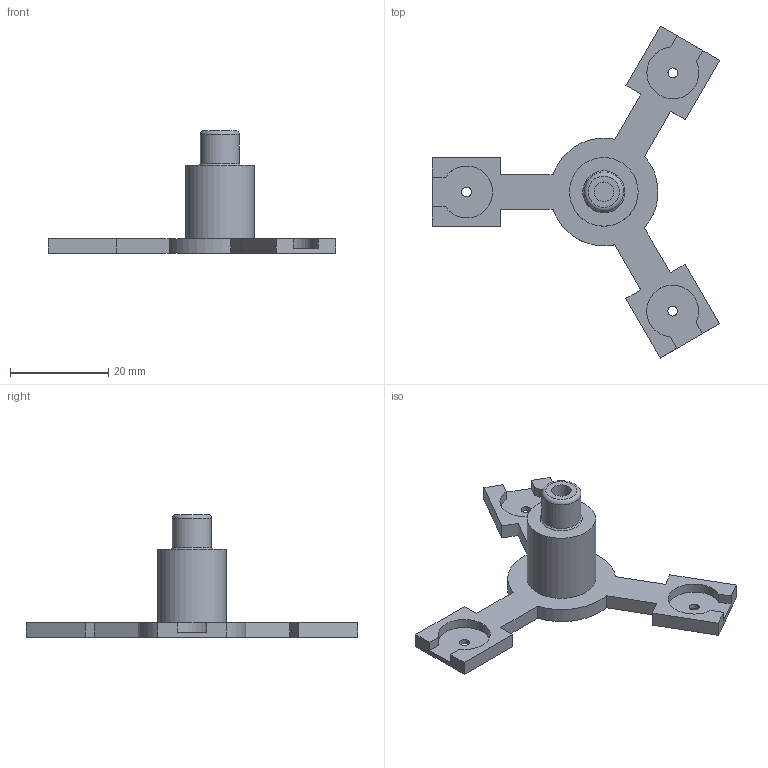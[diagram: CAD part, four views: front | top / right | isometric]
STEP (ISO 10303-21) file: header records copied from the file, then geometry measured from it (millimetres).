
FILE_DESCRIPTION(('FreeCAD Model'),'2;1');
FILE_NAME('Base.step', '2018-09-20T20:43:17',('Author'),(''), 'Open CASCADE STEP processor 6.8','FreeCAD','Unknown');
FILE_SCHEMA(('AUTOMOTIVE_DESIGN_CC2 { 1 2 10303 214 -1 1 5 4 }'));
Length unit declared in the file: millimetre
Products named in the file (2): ASSEMBLY; Base-final001
Assembly tree (1 placements, depth 2):
  ASSEMBLY
    Base-final001
Bounding box: 58.64 x 67.74 x 25 mm (x, y, z)
Volume: 5534.7 mm3; surface area: 4184.3 mm2
Topology: 1 solids, 1 shells, 49 faces, 130 edges, 86 vertices
Faces by surface type: plane 35, cylinder 12, torus 1, cone 1
Full cylindrical faces by diameter (mm): 2 x3, 4 x1, 8 x1, 14 x1
Entity records: 3267 total; most frequent: CARTESIAN_POINT 615, DIRECTION 486, LINE 317, VECTOR 317, ORIENTED_EDGE 260, PCURVE 260, DEFINITIONAL_REPRESENTATION 260, EDGE_CURVE 130
